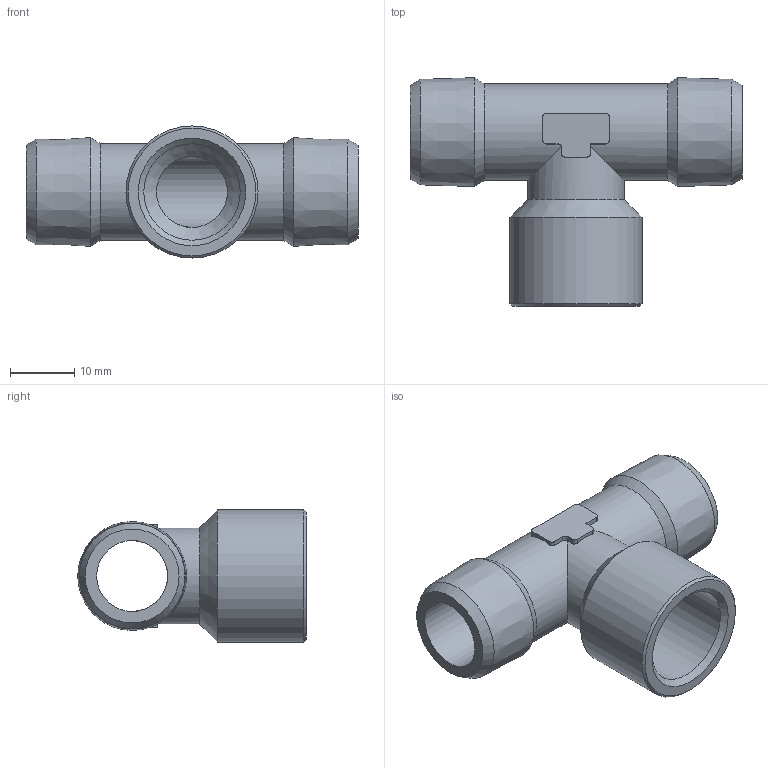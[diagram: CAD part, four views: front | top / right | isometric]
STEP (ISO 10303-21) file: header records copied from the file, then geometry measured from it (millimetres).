
FILE_DESCRIPTION(/* description */ ('STEP AP214'),/* implementation_level */ '2;1');
FILE_NAME(/* name */ '8030257_NPFC-T-G38-2R38-FMM',/* time_stamp */ '2024-09-13T00:33:23+02:00',/* author */ ('License CC BY-ND 4.0'),/* organization */ ('CADENAS'),/* preprocessor_version */ 'ST-DEVELOPER v19.3',/* originating_system */ 'PARTsolutions',/* authorisation */ ' ');
FILE_SCHEMA (('AUTOMOTIVE_DESIGN {1 0 10303 214 3 1 1}'));
Length unit declared in the file: millimetre
Products named in the file (1): 8030257 NPFC-T-G38-2R38-FMM
Bounding box: 51.5 x 35.44 x 20.5 mm (x, y, z)
Volume: 7697.3 mm3; surface area: 6724.8 mm2
Topology: 1 solids, 1 shells, 51 faces, 136 edges, 87 vertices
Faces by surface type: plane 21, cylinder 20, cone 10
Full cylindrical faces by diameter (mm): 11 x2, 14.95 x1, 15 x2, 20.5 x1
Entity records: 1528 total; most frequent: CARTESIAN_POINT 300, DIRECTION 248, ORIENTED_EDGE 232, EDGE_CURVE 116, AXIS2_PLACEMENT_3D 96, VERTEX_POINT 84, EDGE_LOOP 72, FACE_BOUND 72
